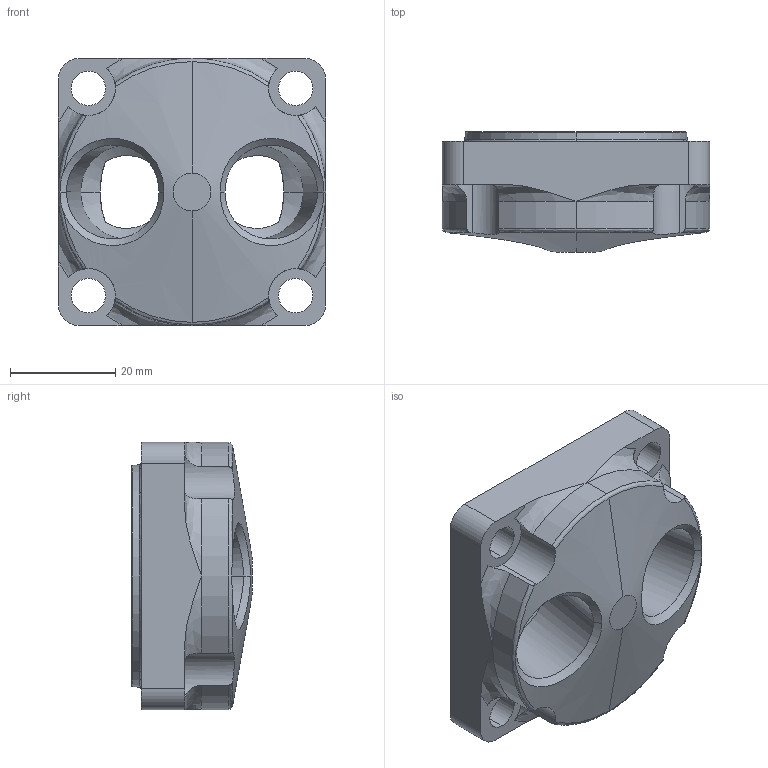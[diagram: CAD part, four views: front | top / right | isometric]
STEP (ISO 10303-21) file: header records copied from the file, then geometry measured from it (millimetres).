
FILE_DESCRIPTION (( 'STEP AP203' ), '1' );
FILE_NAME ('EC-2042.step', '2024-08-21T11:25:37', ( '' ), ( '' ), 'SwSTEP 2.0', 'SolidWorks 2023', '' );
FILE_SCHEMA (( 'CONFIG_CONTROL_DESIGN' ));
Length unit declared in the file: inch
Products named in the file (1): EC-2042
Bounding box: 50.8 x 22.86 x 50.8 mm (x, y, z)
Volume: 31147.8 mm3; surface area: 10285.2 mm2
Topology: 1 solids, 1 shells, 70 faces, 201 edges, 126 vertices
Faces by surface type: cylinder 29, bspline 20, plane 11, cone 10
Entity records: 5561 total; most frequent: CARTESIAN_POINT 3811, ORIENTED_EDGE 392, DIRECTION 299, EDGE_CURVE 196, VERTEX_POINT 126, AXIS2_PLACEMENT_3D 122, EDGE_LOOP 80, CIRCLE 71
